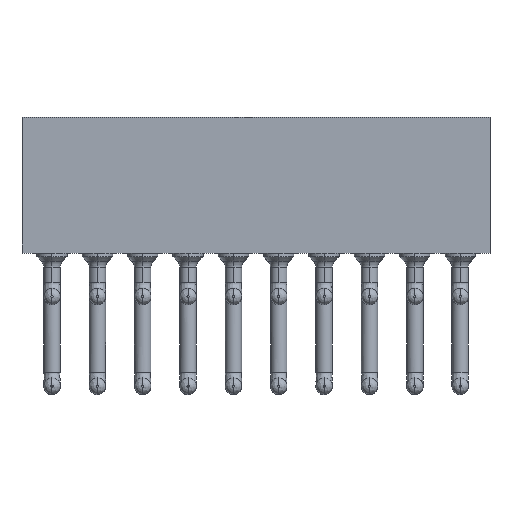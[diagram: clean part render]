
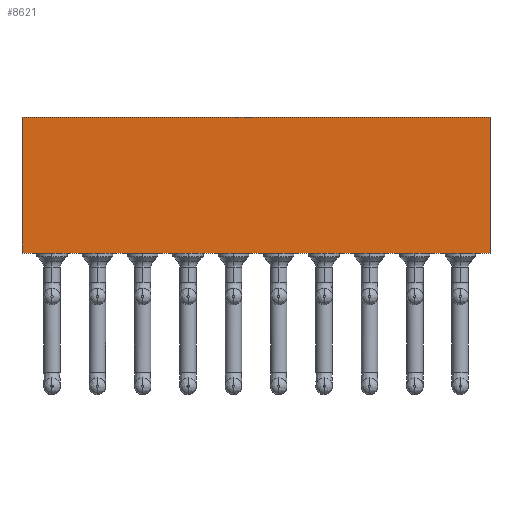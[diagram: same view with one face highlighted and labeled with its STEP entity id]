
A CAD part, top view. The second image highlights one B-rep face of the part: STEP entity #8621.
In plain terms, the highlighted planar face has unit normal (0, 0, 1).
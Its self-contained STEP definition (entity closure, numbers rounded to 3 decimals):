
#5836=CARTESIAN_POINT('',(0.,3.9,1.275));
#5837=VERTEX_POINT('',#5836);
#5847=CARTESIAN_POINT('',(13.105,3.9,1.275));
#5848=VERTEX_POINT('',#5847);
#5849=CARTESIAN_POINT('',(0.,3.9,1.275));
#5850=DIRECTION('',(1.,0.,0.));
#5851=VECTOR('',#5850,13.105);
#5852=LINE('',#5849,#5851);
#5853=EDGE_CURVE('',#5837,#5848,#5852,.T.);
#7291=CARTESIAN_POINT('',(0.,0.1,1.275));
#7292=VERTEX_POINT('',#7291);
#7293=CARTESIAN_POINT('',(0.,0.1,1.275));
#7294=CARTESIAN_POINT('',(0.,0.86,1.275));
#7295=CARTESIAN_POINT('',(0.,1.62,1.275));
#7296=CARTESIAN_POINT('',(0.,2.38,1.275));
#7297=CARTESIAN_POINT('',(0.,3.14,1.275));
#7298=CARTESIAN_POINT('',(0.,3.9,1.275));
#7299=B_SPLINE_CURVE_WITH_KNOTS('',5,(#7293,#7294,#7295,#7296,#7297,#7298),.UNSPECIFIED.,.F.,.U.,(6,6),(0.,3.8),.UNSPECIFIED.);
#7300=EDGE_CURVE('',#7292,#5837,#7299,.T.);
#7321=CARTESIAN_POINT('',(13.105,0.1,1.275));
#7322=VERTEX_POINT('',#7321);
#7329=CARTESIAN_POINT('',(13.105,0.1,1.275));
#7330=DIRECTION('',(-1.,0.,0.));
#7331=VECTOR('',#7330,13.105);
#7332=LINE('',#7329,#7331);
#7333=EDGE_CURVE('',#7322,#7292,#7332,.T.);
#8605=CARTESIAN_POINT('',(15.445,2.,1.275));
#8606=DIRECTION('',(1.,0.,0.));
#8607=DIRECTION('',(0.,0.,1.));
#8608=AXIS2_PLACEMENT_3D('',#8605,#8607,#8606);
#8609=PLANE('',#8608);
#8610=CARTESIAN_POINT('',(13.105,0.1,1.275));
#8611=DIRECTION('',(0.,1.,0.));
#8612=VECTOR('',#8611,3.8);
#8613=LINE('',#8610,#8612);
#8614=EDGE_CURVE('',#7322,#5848,#8613,.T.);
#8615=ORIENTED_EDGE('',*,*,#8614,.T.);
#8616=ORIENTED_EDGE('',*,*,#5853,.F.);
#8617=ORIENTED_EDGE('',*,*,#7300,.F.);
#8618=ORIENTED_EDGE('',*,*,#7333,.F.);
#8619=EDGE_LOOP('',(#8615,#8616,#8617,#8618));
#8620=FACE_OUTER_BOUND('',#8619,.T.);
#8621=ADVANCED_FACE('',(#8620),#8609,.T.);
